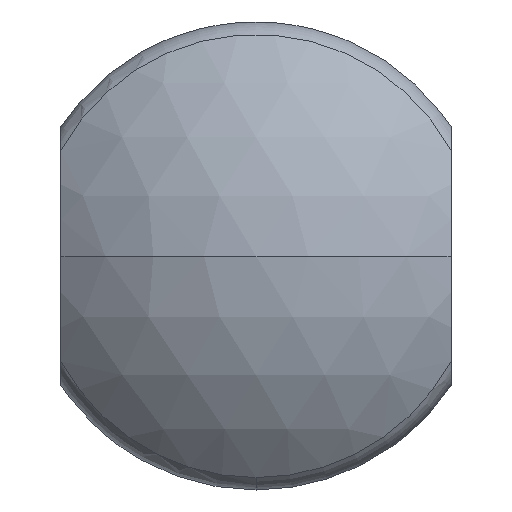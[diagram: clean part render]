
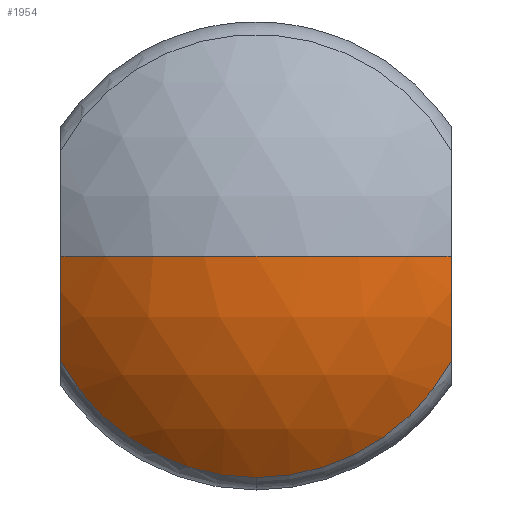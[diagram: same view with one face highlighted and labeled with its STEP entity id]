
A CAD part, front view. The second image highlights one B-rep face of the part: STEP entity #1954.
In plain terms, the highlighted spherical face has radius 25 mm.
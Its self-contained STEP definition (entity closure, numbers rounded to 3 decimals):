
#288 = DIRECTION ( 'NONE',  ( 0., 0., 1. ) ) ;
#369 = EDGE_CURVE ( 'Defeature ausgef�hrt2_13+Defeature ausgef�hrt2_8+Defeature ausgef�hrt2_11+Defeature ausgef�hrt2_7', #820, #3605, #3495, .T. ) ;
#445 = VERTEX_POINT ( 'NONE', #1328 ) ;
#472 = DIRECTION ( 'NONE',  ( 0., 0., -1. ) ) ;
#483 = CARTESIAN_POINT ( 'NONE',  ( -15., -105., 0. ) ) ;
#511 = AXIS2_PLACEMENT_3D ( 'NONE', #3628, #1875, #472 ) ;
#540 = DIRECTION ( 'NONE',  ( 1., 0., 0. ) ) ;
#608 = DIRECTION ( 'NONE',  ( 0., 0., -1. ) ) ;
#624 = DIRECTION ( 'NONE',  ( -1., 0., 0. ) ) ;
#674 = FACE_OUTER_BOUND ( 'NONE', #3711, .T. ) ;
#723 = VERTEX_POINT ( 'NONE', #837 ) ;
#820 = VERTEX_POINT ( 'NONE', #2018 ) ;
#835 = DIRECTION ( 'NONE',  ( 1., 0., 0. ) ) ;
#837 = CARTESIAN_POINT ( 'NONE',  ( 0., -110., 0. ) ) ;
#878 = CARTESIAN_POINT ( 'NONE',  ( 0., -85., 0. ) ) ;
#1085 = DIRECTION ( 'NONE',  ( 0., 0., -1. ) ) ;
#1183 = ORIENTED_EDGE ( 'NONE', *, *, #2813, .T. ) ;
#1234 = ORIENTED_EDGE ( 'NONE', *, *, #1868, .F. ) ;
#1328 = CARTESIAN_POINT ( 'NONE',  ( 0., -103.288, -17.045 ) ) ;
#1485 = CARTESIAN_POINT ( 'NONE',  ( 0., -85., 0. ) ) ;
#1543 = ORIENTED_EDGE ( 'NONE', *, *, #2779, .T. ) ;
#1631 = ORIENTED_EDGE ( 'NONE', *, *, #2772, .F. ) ;
#1693 = AXIS2_PLACEMENT_3D ( 'NONE', #3447, #1723, #1085 ) ;
#1723 = DIRECTION ( 'NONE',  ( 0., -1., 0. ) ) ;
#1773 = DIRECTION ( 'NONE',  ( 0., 0., -1. ) ) ;
#1868 = EDGE_CURVE ( 'NONE', #3605, #723, #2783, .T. ) ;
#1875 = DIRECTION ( 'NONE',  ( 0., -1., 0. ) ) ;
#1920 = CIRCLE ( 'NONE', #3120, 25. ) ;
#1950 = DIRECTION ( 'NONE',  ( 0., 0., 1. ) ) ;
#1954 = ADVANCED_FACE ( 'Defeature ausgef�hrt2_8', ( #674 ), #2838, .T. ) ;
#1956 = AXIS2_PLACEMENT_3D ( 'NONE', #3196, #2903, #608 ) ;
#1996 = VERTEX_POINT ( 'NONE', #2055 ) ;
#2018 = CARTESIAN_POINT ( 'NONE',  ( -15., -103.288, -8.096 ) ) ;
#2055 = CARTESIAN_POINT ( 'NONE',  ( 15., -105., 0. ) ) ;
#2063 = DIRECTION ( 'NONE',  ( -1., 0., 0. ) ) ;
#2121 = VERTEX_POINT ( 'NONE', #3315 ) ;
#2134 = EDGE_CURVE ( 'Defeature ausgef�hrt2_8+Defeature ausgef�hrt2_11+Defeature ausgef�hrt2_13+Defeature ausgef�hrt2_12', #820, #445, #2159, .T. ) ;
#2159 = CIRCLE ( 'NONE', #511, 17.045 ) ;
#2245 = CIRCLE ( 'NONE', #1693, 17.045 ) ;
#2513 = CIRCLE ( 'NONE', #3259, 20. ) ;
#2519 = CARTESIAN_POINT ( 'NONE',  ( 15., -85., 0. ) ) ;
#2609 = ORIENTED_EDGE ( 'NONE', *, *, #369, .F. ) ;
#2772 = EDGE_CURVE ( 'Defeature ausgef�hrt2_12+Defeature ausgef�hrt2_8+Defeature ausgef�hrt2_7+Defeature ausgef�hrt2_11', #1996, #2121, #2513, .T. ) ;
#2779 = EDGE_CURVE ( 'Defeature ausgef�hrt2_8+Defeature ausgef�hrt2_11+Defeature ausgef�hrt2_13+Defeature ausgef�hrt2_12', #445, #2121, #2245, .T. ) ;
#2783 = CIRCLE ( 'NONE', #3539, 25. ) ;
#2813 = EDGE_CURVE ( 'NONE', #1996, #723, #1920, .T. ) ;
#2838 = SPHERICAL_SURFACE ( 'NONE', #3485, 25. ) ;
#2903 = DIRECTION ( 'NONE',  ( -1., 0., 0. ) ) ;
#2907 = ORIENTED_EDGE ( 'NONE', *, *, #2134, .T. ) ;
#3120 = AXIS2_PLACEMENT_3D ( 'NONE', #878, #3458, #624 ) ;
#3196 = CARTESIAN_POINT ( 'NONE',  ( -15., -85., 0. ) ) ;
#3259 = AXIS2_PLACEMENT_3D ( 'NONE', #2519, #835, #1950 ) ;
#3315 = CARTESIAN_POINT ( 'NONE',  ( 15., -103.288, -8.096 ) ) ;
#3447 = CARTESIAN_POINT ( 'NONE',  ( 0., -103.288, 0. ) ) ;
#3458 = DIRECTION ( 'NONE',  ( 0., 0., -1. ) ) ;
#3485 = AXIS2_PLACEMENT_3D ( 'NONE', #1485, #1773, #2063 ) ;
#3495 = CIRCLE ( 'NONE', #1956, 20. ) ;
#3539 = AXIS2_PLACEMENT_3D ( 'NONE', #3723, #288, #540 ) ;
#3605 = VERTEX_POINT ( 'NONE', #483 ) ;
#3628 = CARTESIAN_POINT ( 'NONE',  ( 0., -103.288, 0. ) ) ;
#3711 = EDGE_LOOP ( 'NONE', ( #1631, #1183, #1234, #2609, #2907, #1543 ) ) ;
#3723 = CARTESIAN_POINT ( 'NONE',  ( 0., -85., 0. ) ) ;
